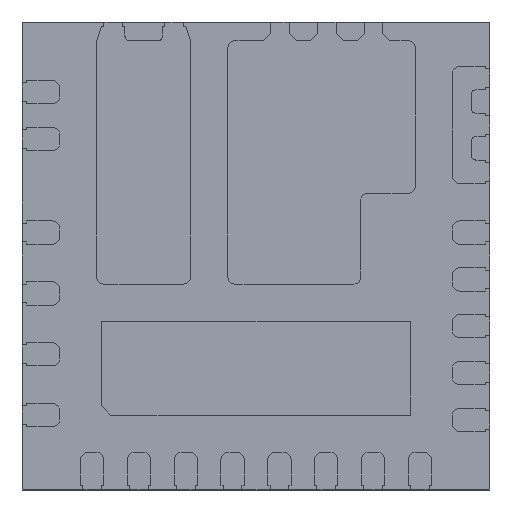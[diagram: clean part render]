
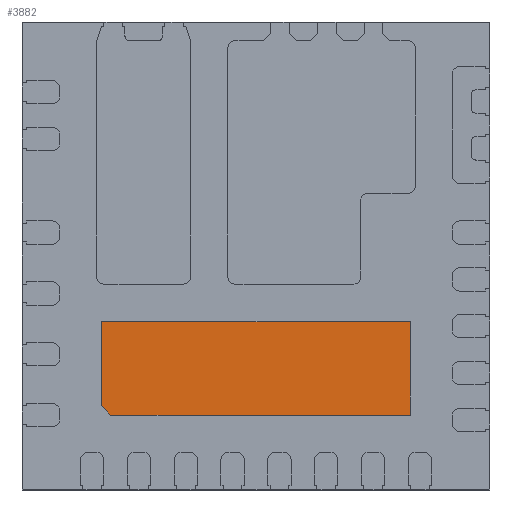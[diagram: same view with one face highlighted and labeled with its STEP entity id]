
A CAD part, front view. The second image highlights one B-rep face of the part: STEP entity #3882.
In plain terms, the highlighted planar face has unit normal (0, -1, 0).
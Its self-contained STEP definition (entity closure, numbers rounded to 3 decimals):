
#249 = CARTESIAN_POINT ( 'NONE',  ( 1.65, 0., -0.7 ) ) ;
#818 = EDGE_CURVE ( 'NONE', #6485, #13433, #10154, .T. ) ;
#1167 = CARTESIAN_POINT ( 'NONE',  ( -1.65, 0., -1.6 ) ) ;
#1464 = CARTESIAN_POINT ( 'NONE',  ( -1.65, 0., -0.7 ) ) ;
#1504 = ORIENTED_EDGE ( 'NONE', *, *, #8345, .F. ) ;
#1625 = EDGE_CURVE ( 'NONE', #8841, #18564, #2474, .T. ) ;
#2422 = CARTESIAN_POINT ( 'NONE',  ( 1.65, 0., -1.7 ) ) ;
#2474 = LINE ( 'NONE', #17659, #6574 ) ;
#3208 = DIRECTION ( 'NONE',  ( 0., 0., -1. ) ) ;
#3882 = ADVANCED_FACE ( 'NONE', ( #17896 ), #7373, .F. ) ;
#4435 = CARTESIAN_POINT ( 'NONE',  ( -1.55, 0., -1.7 ) ) ;
#6485 = VERTEX_POINT ( 'NONE', #8321 ) ;
#6574 = VECTOR ( 'NONE', #8518, 1000. ) ;
#6781 = ORIENTED_EDGE ( 'NONE', *, *, #818, .F. ) ;
#7236 = CARTESIAN_POINT ( 'NONE',  ( 1.65, 0., -0.7 ) ) ;
#7373 = PLANE ( 'NONE',  #17091 ) ;
#7450 = EDGE_CURVE ( 'NONE', #7521, #8841, #9859, .T. ) ;
#7521 = VERTEX_POINT ( 'NONE', #1167 ) ;
#7827 = VECTOR ( 'NONE', #13865, 1000. ) ;
#8321 = CARTESIAN_POINT ( 'NONE',  ( 1.65, 0., -1.7 ) ) ;
#8345 = EDGE_CURVE ( 'NONE', #13433, #7521, #18248, .T. ) ;
#8404 = VECTOR ( 'NONE', #3208, 1000. ) ;
#8463 = DIRECTION ( 'NONE',  ( -1., 0., 0. ) ) ;
#8518 = DIRECTION ( 'NONE',  ( 1., 0., 0. ) ) ;
#8841 = VERTEX_POINT ( 'NONE', #1464 ) ;
#9029 = VECTOR ( 'NONE', #16217, 1000. ) ;
#9859 = LINE ( 'NONE', #14728, #9029 ) ;
#10154 = LINE ( 'NONE', #2422, #15363 ) ;
#10431 = CARTESIAN_POINT ( 'NONE',  ( 0., 0., 0. ) ) ;
#10623 = DIRECTION ( 'NONE',  ( 0., 0., 1. ) ) ;
#12123 = DIRECTION ( 'NONE',  ( 0., 1., 0. ) ) ;
#12463 = EDGE_LOOP ( 'NONE', ( #16418, #14040, #13131, #1504, #6781 ) ) ;
#12960 = EDGE_CURVE ( 'NONE', #18564, #6485, #16697, .T. ) ;
#13131 = ORIENTED_EDGE ( 'NONE', *, *, #7450, .F. ) ;
#13433 = VERTEX_POINT ( 'NONE', #17041 ) ;
#13865 = DIRECTION ( 'NONE',  ( -0.707, 0., 0.707 ) ) ;
#14040 = ORIENTED_EDGE ( 'NONE', *, *, #1625, .F. ) ;
#14728 = CARTESIAN_POINT ( 'NONE',  ( -1.65, 0., -0.7 ) ) ;
#15363 = VECTOR ( 'NONE', #8463, 1000. ) ;
#16217 = DIRECTION ( 'NONE',  ( 0., 0., 1. ) ) ;
#16418 = ORIENTED_EDGE ( 'NONE', *, *, #12960, .F. ) ;
#16697 = LINE ( 'NONE', #249, #8404 ) ;
#17041 = CARTESIAN_POINT ( 'NONE',  ( -1.55, 0., -1.7 ) ) ;
#17091 = AXIS2_PLACEMENT_3D ( 'NONE', #10431, #12123, #10623 ) ;
#17659 = CARTESIAN_POINT ( 'NONE',  ( 1.65, 0., -0.7 ) ) ;
#17896 = FACE_OUTER_BOUND ( 'NONE', #12463, .T. ) ;
#18248 = LINE ( 'NONE', #4435, #7827 ) ;
#18564 = VERTEX_POINT ( 'NONE', #7236 ) ;
